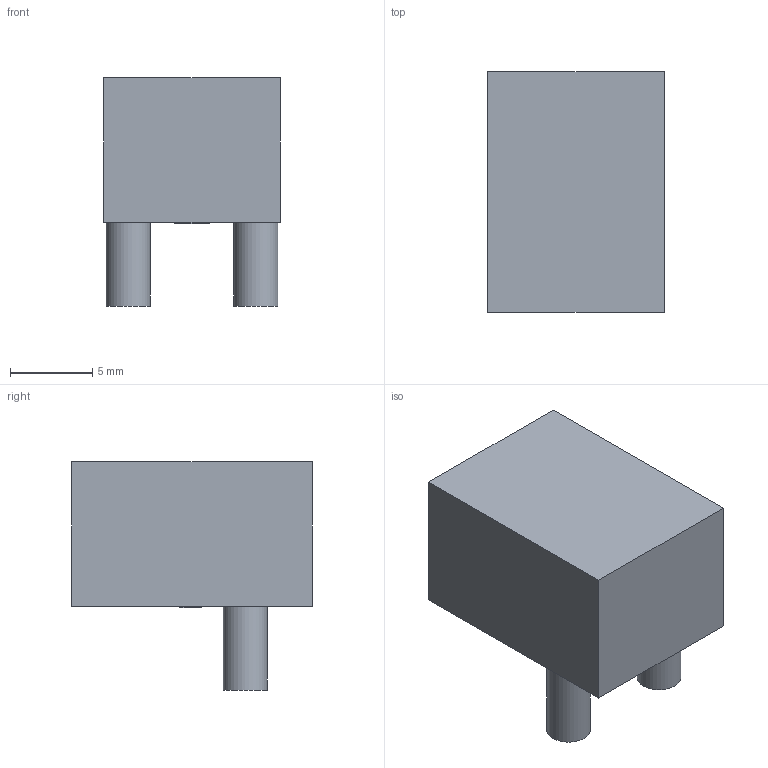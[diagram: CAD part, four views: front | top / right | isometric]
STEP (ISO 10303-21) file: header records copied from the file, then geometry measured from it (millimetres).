
FILE_DESCRIPTION(('FreeCAD Model'),'2;1');
FILE_NAME('1224141.1.2.stp','2021-01-18T10:18:01',( 'Author'),(''),'Open CASCADE STEP processor 6.9','FreeCAD','Unknown' );
FILE_SCHEMA(('AUTOMOTIVE_DESIGN { 1 0 10303 214 1 1 1 1 }'));
Length unit declared in the file: millimetre
Products named in the file (4): ASSEMBLY; Body; Pins; Leads
Assembly tree (3 placements, depth 2):
  ASSEMBLY
    Body
    Pins
    Leads
Bounding box: 10.72 x 14.61 x 13.86 mm (x, y, z)
Volume: 1429.5 mm3; surface area: 877.3 mm2
Topology: 5 solids, 5 shells, 24 faces, 42 edges, 28 vertices
Faces by surface type: plane 22, cylinder 2
Full cylindrical faces by diameter (mm): 2.67 x2
Entity records: 1222 total; most frequent: DIRECTION 186, CARTESIAN_POINT 182, LINE 118, VECTOR 118, ORIENTED_EDGE 84, PCURVE 84, DEFINITIONAL_REPRESENTATION 84, EDGE_CURVE 42
